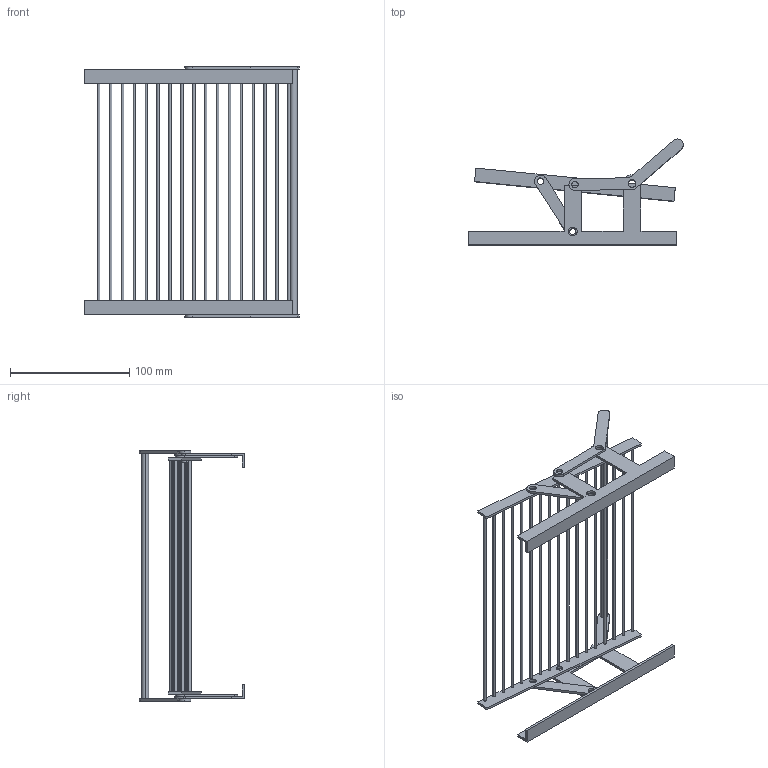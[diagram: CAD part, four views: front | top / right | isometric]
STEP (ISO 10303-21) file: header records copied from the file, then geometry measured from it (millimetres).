
FILE_DESCRIPTION (( 'STEP AP203' ), '1' );
FILE_NAME ('grill.STEP', '2019-10-02T14:09:53', ( '' ), ( '' ), 'SwSTEP 2.0', 'SolidWorks 2017', '' );
FILE_SCHEMA (( 'CONFIG_CONTROL_DESIGN' ));
Length unit declared in the file: millimetre
Products named in the file (6): Part5; grill; Part6; Part4; Part8; Part7_Default<As Machined>
Assembly tree (6 placements, depth 2):
  grill
    Part6
    Part4  x2
    Part8
    Part7_Default<As Machined>
    Part5
Bounding box: 179.74 x 88.59 x 210 mm (x, y, z)
Volume: 49578.3 mm3; surface area: 63605.9 mm2
Topology: 25 solids, 25 shells, 182 faces, 390 edges, 260 vertices
Faces by surface type: plane 98, cylinder 84
Entity records: 5333 total; most frequent: DIRECTION 877, CARTESIAN_POINT 785, ORIENTED_EDGE 726, EDGE_CURVE 363, AXIS2_PLACEMENT_3D 334, VERTEX_POINT 242, LINE 209, VECTOR 209
